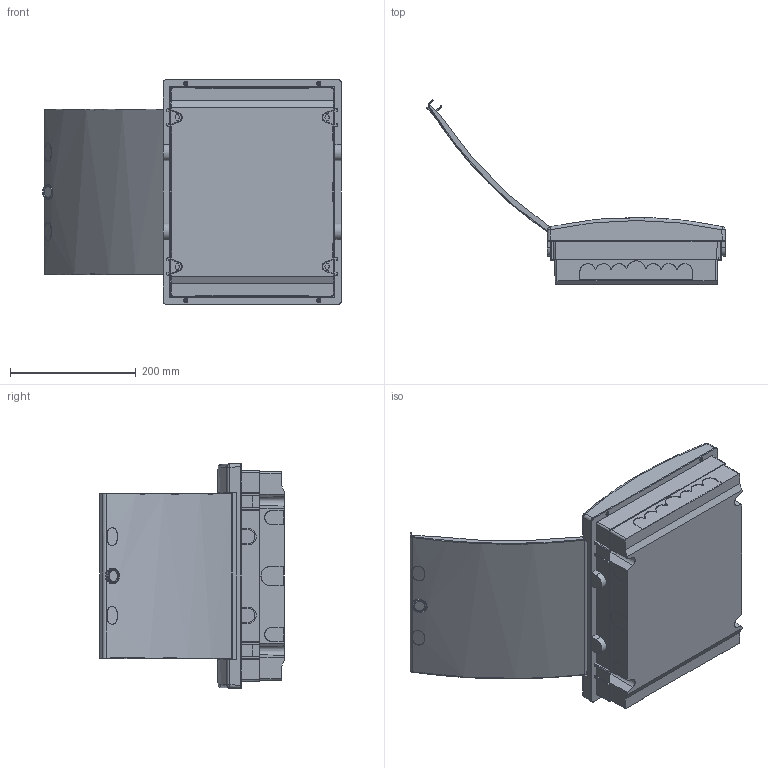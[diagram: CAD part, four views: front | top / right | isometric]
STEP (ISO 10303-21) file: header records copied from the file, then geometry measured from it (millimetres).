
FILE_DESCRIPTION(/* description */ ('Unknown'),/* implementation_level */ '2;1');
FILE_NAME(/* name */ 'ECM_24_PO_Mod',/* time_stamp */ '2020-05-13T13:17:02+02:00',/* author */ ('Unknown'),/* organization */ ('Unknown'),/* preprocessor_version */ 'ST-DEVELOPER v16.7',/* originating_system */ 'DEX',/* authorisation */ $);
FILE_SCHEMA (('AUTOMOTIVE_DESIGN {1 0 10303 214 3 1 1}'));
Length unit declared in the file: millimetre
Products named in the file (8): ECM_24_PO_Modulowa; Bottom_ECM_24; Front_ECM_24; Pin; Door_ECM_ 24; TH_12_ECM_Rail; Screw_M4x8; ETI LOGO
Assembly tree (14 placements, depth 2):
  ECM_24_PO_Modulowa
    Bottom_ECM_24
    Front_ECM_24
    Pin  x4
    Door_ECM_ 24
    TH_12_ECM_Rail  x2
    Screw_M4x8  x4
    ETI LOGO
Bounding box: 474.31 x 293.16 x 356.75 mm (x, y, z)
Volume: 841933 mm3; surface area: 874317.6 mm2
Topology: 16 solids, 16 shells, 1049 faces, 2809 edges, 1858 vertices
Faces by surface type: plane 694, cylinder 271, cone 54, sphere 12, bspline 10, torus 8
Full cylindrical faces by diameter (mm): 4 x10, 4.3 x4, 5 x4, 6 x2, 6.8 x4, 8 x4, 10 x4, 11 x4, 12.2 x4, 12.5 x4, 15 x4, 16.5 x4, 17.23 x1, 21.57 x1
Entity records: 29091 total; most frequent: CARTESIAN_POINT 5749, ORIENTED_EDGE 4384, DIRECTION 4081, EDGE_CURVE 2192, LINE 1553, VECTOR 1553, VERTEX_POINT 1484, AXIS2_PLACEMENT_3D 1264
